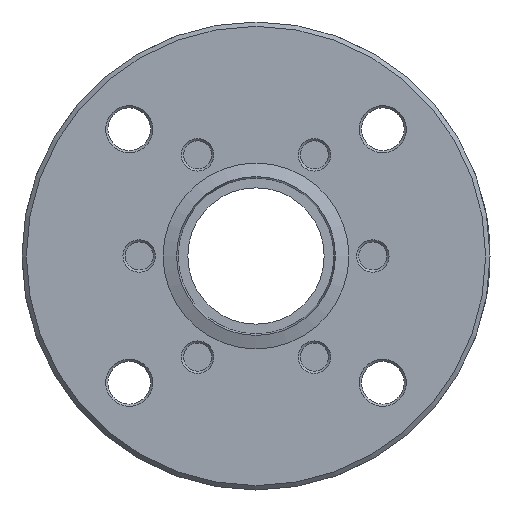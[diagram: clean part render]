
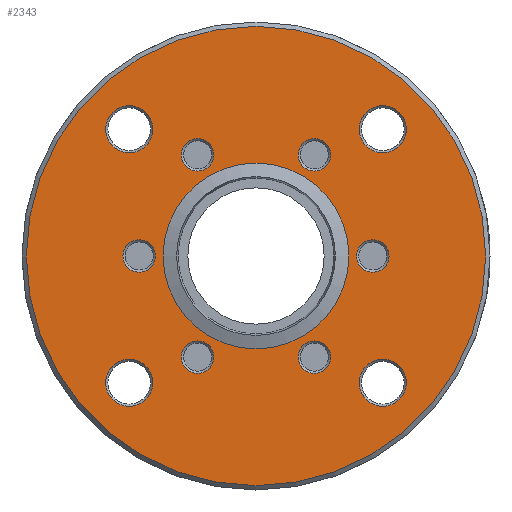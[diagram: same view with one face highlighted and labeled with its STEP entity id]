
A CAD part, front view. The second image highlights one B-rep face of the part: STEP entity #2343.
In plain terms, the highlighted planar face has unit normal (0, -1, 0).
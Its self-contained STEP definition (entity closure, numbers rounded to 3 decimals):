
#199=FACE_BOUND('',#419,.T.);
#200=FACE_BOUND('',#420,.T.);
#201=FACE_BOUND('',#421,.T.);
#202=FACE_BOUND('',#422,.T.);
#203=FACE_BOUND('',#423,.T.);
#204=FACE_BOUND('',#424,.T.);
#205=FACE_BOUND('',#425,.T.);
#206=FACE_BOUND('',#426,.T.);
#207=FACE_BOUND('',#427,.T.);
#208=FACE_BOUND('',#428,.T.);
#209=FACE_BOUND('',#429,.T.);
#223=PLANE('',#2510);
#277=FACE_OUTER_BOUND('',#418,.T.);
#418=EDGE_LOOP('',(#1592));
#419=EDGE_LOOP('',(#1593));
#420=EDGE_LOOP('',(#1594));
#421=EDGE_LOOP('',(#1595));
#422=EDGE_LOOP('',(#1596));
#423=EDGE_LOOP('',(#1597));
#424=EDGE_LOOP('',(#1598));
#425=EDGE_LOOP('',(#1599));
#426=EDGE_LOOP('',(#1600));
#427=EDGE_LOOP('',(#1601));
#428=EDGE_LOOP('',(#1602));
#429=EDGE_LOOP('',(#1603));
#874=CIRCLE('',#2507,1.871);
#877=CIRCLE('',#2511,26.45);
#878=CIRCLE('',#2512,1.871);
#879=CIRCLE('',#2513,1.871);
#880=CIRCLE('',#2514,1.871);
#881=CIRCLE('',#2515,2.709);
#882=CIRCLE('',#2516,2.709);
#883=CIRCLE('',#2517,10.7);
#884=CIRCLE('',#2518,2.709);
#885=CIRCLE('',#2519,2.709);
#886=CIRCLE('',#2520,1.871);
#887=CIRCLE('',#2521,1.871);
#978=VERTEX_POINT('',#3343);
#981=VERTEX_POINT('',#3351);
#982=VERTEX_POINT('',#3353);
#983=VERTEX_POINT('',#3355);
#984=VERTEX_POINT('',#3357);
#985=VERTEX_POINT('',#3359);
#986=VERTEX_POINT('',#3361);
#987=VERTEX_POINT('',#3363);
#988=VERTEX_POINT('',#3365);
#989=VERTEX_POINT('',#3367);
#990=VERTEX_POINT('',#3369);
#991=VERTEX_POINT('',#3371);
#1220=EDGE_CURVE('',#978,#978,#874,.T.);
#1224=EDGE_CURVE('',#981,#981,#877,.T.);
#1225=EDGE_CURVE('',#982,#982,#878,.T.);
#1226=EDGE_CURVE('',#983,#983,#879,.T.);
#1227=EDGE_CURVE('',#984,#984,#880,.T.);
#1228=EDGE_CURVE('',#985,#985,#881,.T.);
#1229=EDGE_CURVE('',#986,#986,#882,.T.);
#1230=EDGE_CURVE('',#987,#987,#883,.T.);
#1231=EDGE_CURVE('',#988,#988,#884,.T.);
#1232=EDGE_CURVE('',#989,#989,#885,.T.);
#1233=EDGE_CURVE('',#990,#990,#886,.T.);
#1234=EDGE_CURVE('',#991,#991,#887,.T.);
#1592=ORIENTED_EDGE('',*,*,#1224,.F.);
#1593=ORIENTED_EDGE('',*,*,#1225,.F.);
#1594=ORIENTED_EDGE('',*,*,#1226,.F.);
#1595=ORIENTED_EDGE('',*,*,#1227,.F.);
#1596=ORIENTED_EDGE('',*,*,#1228,.F.);
#1597=ORIENTED_EDGE('',*,*,#1229,.F.);
#1598=ORIENTED_EDGE('',*,*,#1230,.T.);
#1599=ORIENTED_EDGE('',*,*,#1231,.F.);
#1600=ORIENTED_EDGE('',*,*,#1232,.F.);
#1601=ORIENTED_EDGE('',*,*,#1233,.F.);
#1602=ORIENTED_EDGE('',*,*,#1234,.F.);
#1603=ORIENTED_EDGE('',*,*,#1220,.F.);
#2343=ADVANCED_FACE('',(#277,#199,#200,#201,#202,#203,#204,#205,#206,#207,
#208,#209),#223,.T.);
#2507=AXIS2_PLACEMENT_3D('',#3344,#2739,#2740);
#2510=AXIS2_PLACEMENT_3D('',#3350,#2746,#2747);
#2511=AXIS2_PLACEMENT_3D('',#3352,#2748,#2749);
#2512=AXIS2_PLACEMENT_3D('',#3354,#2750,#2751);
#2513=AXIS2_PLACEMENT_3D('',#3356,#2752,#2753);
#2514=AXIS2_PLACEMENT_3D('',#3358,#2754,#2755);
#2515=AXIS2_PLACEMENT_3D('',#3360,#2756,#2757);
#2516=AXIS2_PLACEMENT_3D('',#3362,#2758,#2759);
#2517=AXIS2_PLACEMENT_3D('',#3364,#2760,#2761);
#2518=AXIS2_PLACEMENT_3D('',#3366,#2762,#2763);
#2519=AXIS2_PLACEMENT_3D('',#3368,#2764,#2765);
#2520=AXIS2_PLACEMENT_3D('',#3370,#2766,#2767);
#2521=AXIS2_PLACEMENT_3D('',#3372,#2768,#2769);
#2739=DIRECTION('center_axis',(0.,-1.,0.));
#2740=DIRECTION('ref_axis',(-0.5,0.,-0.866));
#2746=DIRECTION('center_axis',(0.,-1.,0.));
#2747=DIRECTION('ref_axis',(0.,0.,-1.));
#2748=DIRECTION('center_axis',(0.,1.,0.));
#2749=DIRECTION('ref_axis',(1.,0.,0.));
#2750=DIRECTION('center_axis',(0.,-1.,0.));
#2751=DIRECTION('ref_axis',(0.5,0.,-0.866));
#2752=DIRECTION('center_axis',(0.,-1.,0.));
#2753=DIRECTION('ref_axis',(0.5,0.,0.866));
#2754=DIRECTION('center_axis',(0.,-1.,0.));
#2755=DIRECTION('ref_axis',(-1.,0.,0.));
#2756=DIRECTION('center_axis',(0.,-1.,0.));
#2757=DIRECTION('ref_axis',(0.,0.,1.));
#2758=DIRECTION('center_axis',(0.,-1.,0.));
#2759=DIRECTION('ref_axis',(0.,0.,-1.));
#2760=DIRECTION('center_axis',(0.,1.,0.));
#2761=DIRECTION('ref_axis',(1.,0.,0.));
#2762=DIRECTION('center_axis',(0.,-1.,0.));
#2763=DIRECTION('ref_axis',(1.,0.,0.));
#2764=DIRECTION('center_axis',(0.,-1.,0.));
#2765=DIRECTION('ref_axis',(-1.,0.,0.));
#2766=DIRECTION('center_axis',(0.,-1.,0.));
#2767=DIRECTION('ref_axis',(-0.5,0.,0.866));
#2768=DIRECTION('center_axis',(0.,-1.,0.));
#2769=DIRECTION('ref_axis',(1.,0.,0.));
#3343=CARTESIAN_POINT('',(-5.789,0.,-10.028));
#3344=CARTESIAN_POINT('Origin',(-6.725,0.,-11.648));
#3350=CARTESIAN_POINT('Origin',(-26.95,0.,0.));
#3351=CARTESIAN_POINT('',(-26.45,0.,0.));
#3352=CARTESIAN_POINT('Origin',(0.,0.,0.));
#3353=CARTESIAN_POINT('',(5.79,0.,-10.028));
#3354=CARTESIAN_POINT('Origin',(6.725,0.,-11.648));
#3355=CARTESIAN_POINT('',(5.79,0.,10.028));
#3356=CARTESIAN_POINT('Origin',(6.725,0.,11.648));
#3357=CARTESIAN_POINT('',(-11.579,0.,0.));
#3358=CARTESIAN_POINT('Origin',(-13.45,0.,0.));
#3359=CARTESIAN_POINT('',(14.602,0.,11.893));
#3360=CARTESIAN_POINT('Origin',(14.602,0.,14.602));
#3361=CARTESIAN_POINT('',(-14.602,0.,-11.893));
#3362=CARTESIAN_POINT('Origin',(-14.602,0.,-14.602));
#3363=CARTESIAN_POINT('',(10.7,0.,0.));
#3364=CARTESIAN_POINT('Origin',(0.,0.,0.));
#3365=CARTESIAN_POINT('',(11.893,0.,-14.602));
#3366=CARTESIAN_POINT('Origin',(14.602,0.,-14.602));
#3367=CARTESIAN_POINT('',(-11.893,0.,14.602));
#3368=CARTESIAN_POINT('Origin',(-14.602,0.,14.602));
#3369=CARTESIAN_POINT('',(-5.79,0.,10.028));
#3370=CARTESIAN_POINT('Origin',(-6.725,0.,11.648));
#3371=CARTESIAN_POINT('',(11.579,0.,0.));
#3372=CARTESIAN_POINT('Origin',(13.45,0.,0.));
